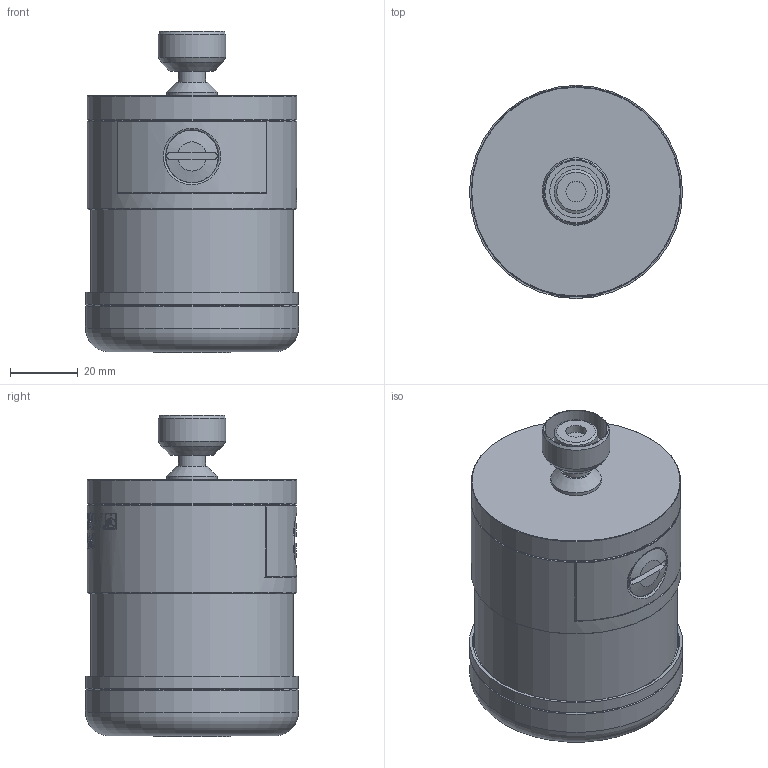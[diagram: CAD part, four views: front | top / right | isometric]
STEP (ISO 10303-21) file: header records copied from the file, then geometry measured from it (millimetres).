
FILE_DESCRIPTION(/* description */ (''),/* implementation_level */ '2;1');
FILE_NAME(/* name */ '10001155472nxv000_01_214.stp',/* time_stamp */ '2023-02-13T09:41:48+01:00',/* author */ (''),/* organization */ (''),/* preprocessor_version */ 'ST-DEVELOPER v18.1',/* originating_system */ 'SIEMENS PLM Software NX 2000',/* authorisation */ '');
FILE_SCHEMA (('AUTOMOTIVE_DESIGN { 1 0 10303 214 3 1 1 1 }'));
Length unit declared in the file: millimetre
Products named in the file (1): 10001155472nxv000_01
Bounding box: 63 x 63 x 95.02 mm (x, y, z)
Surface area: 26656.6 mm2 (no closed solid volume)
Topology: 0 solids, 1 shells, 418 faces, 1057 edges, 695 vertices
Faces by surface type: plane 183, extrusion 140, cylinder 63, cone 28, torus 3, bspline 1
Full cylindrical faces by diameter (mm): 2 x1, 2.35 x1, 3.3 x1, 5.1 x1, 5.2 x1, 6 x1, 8 x2, 9.5 x1, 9.925 x1, 12.2 x1, 13 x1, 15 x1, 15.5 x2, 15.7 x1, 18.4 x1, 19.95 x1, 20 x1, 23 x1, 60 x1, 61.05 x1, 62 x2, 63 x2
Entity records: 17483 total; most frequent: CARTESIAN_POINT 5048, ORIENTED_EDGE 1976, DIRECTION 1676, EDGE_CURVE 988, VERTEX_POINT 686, AXIS2_PLACEMENT_3D 559, VECTOR 558, EDGE_LOOP 530
